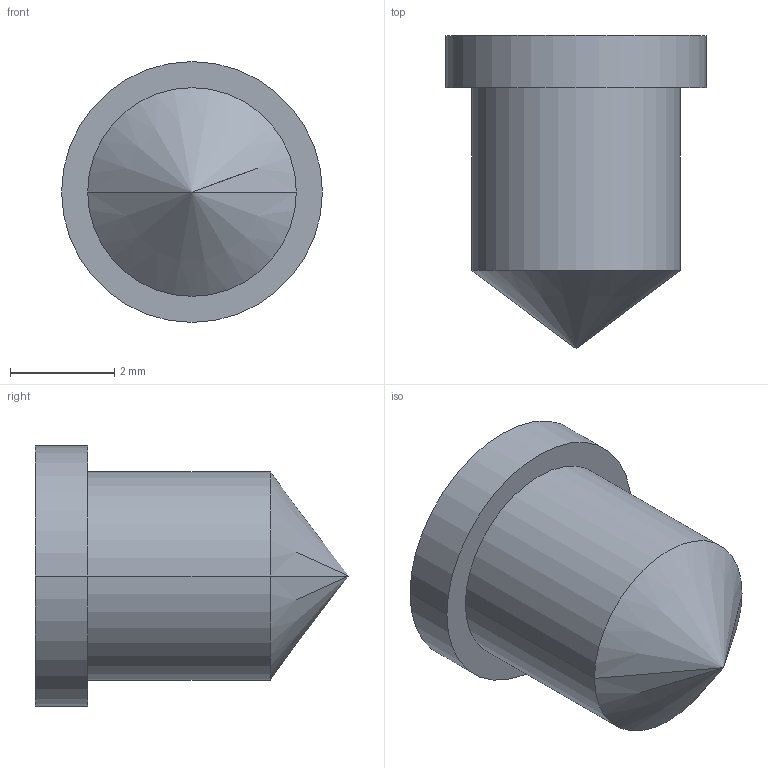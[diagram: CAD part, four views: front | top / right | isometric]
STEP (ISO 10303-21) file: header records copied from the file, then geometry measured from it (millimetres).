
FILE_DESCRIPTION(('produced by SPATIAL CORP'),'2;1');
FILE_NAME( 'screw.prt.hh.sat.stp' ,'2002-04-19T13:57:56+00:00',('SPATIAL CORP'),('SPATIAL CORP'), 'ACIS STEP Husk','http://www.spatial.com','SPATIAL CORP');
FILE_SCHEMA(('CONFIG_CONTROL_DESIGN'));
Length unit declared in the file: millimetre
Products named in the file (1): PRODUCT_ID_1
Bounding box: 5 x 6 x 5 mm (x, y, z)
Volume: 68.1 mm3; surface area: 108.2 mm2
Topology: 1 solids, 1 shells, 21 faces, 52 edges, 33 vertices
Faces by surface type: plane 15, cylinder 4, cone 2
Entity records: 689 total; most frequent: CARTESIAN_POINT 104, DIRECTION 100, ORIENTED_EDGE 100, EDGE_CURVE 50, VECTOR 42, LINE 42, VERTEX_POINT 33, AXIS2_PLACEMENT_3D 29
